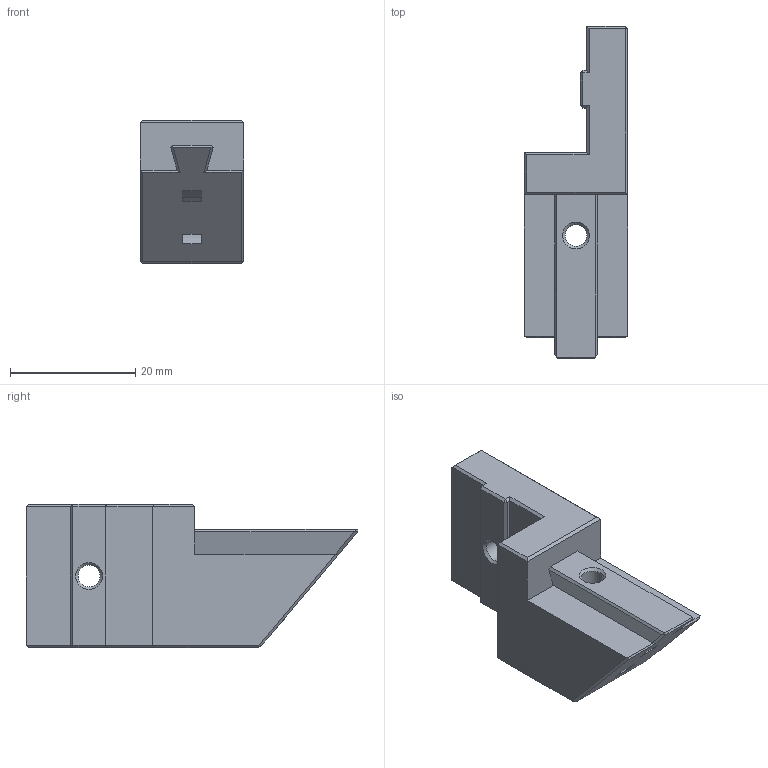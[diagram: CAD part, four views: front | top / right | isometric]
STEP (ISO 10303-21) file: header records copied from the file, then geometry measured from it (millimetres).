
FILE_DESCRIPTION(/* description */ (''),/* implementation_level */ '2;1');
FILE_NAME(/* name */ 'Support_arm_mount_xN_f360_v1.step',/* time_stamp */ '2023-11-29T06:42:04-08:00',/* author */ (''),/* organization */ (''),/* preprocessor_version */ 'ST-DEVELOPER v20',/* originating_system */ 'Autodesk Translation Framework v12.14.0.127',/* authorisation */ '');
FILE_SCHEMA (('AUTOMOTIVE_DESIGN { 1 0 10303 214 3 1 1 }'));
Length unit declared in the file: millimetre
Products named in the file (1): (Unsaved)
Bounding box: 16.6 x 53.1 x 23 mm (x, y, z)
Volume: 9947 mm3; surface area: 4389.1 mm2
Topology: 1 solids, 1 shells, 91 faces, 205 edges, 118 vertices
Faces by surface type: plane 77, cylinder 9, cone 5
Full cylindrical faces by diameter (mm): 3.5 x2, 5.8 x1, 5.9 x1
Entity records: 2493 total; most frequent: DIRECTION 415, CARTESIAN_POINT 415, ORIENTED_EDGE 410, EDGE_CURVE 205, LINE 179, VECTOR 179, VERTEX_POINT 118, AXIS2_PLACEMENT_3D 118
